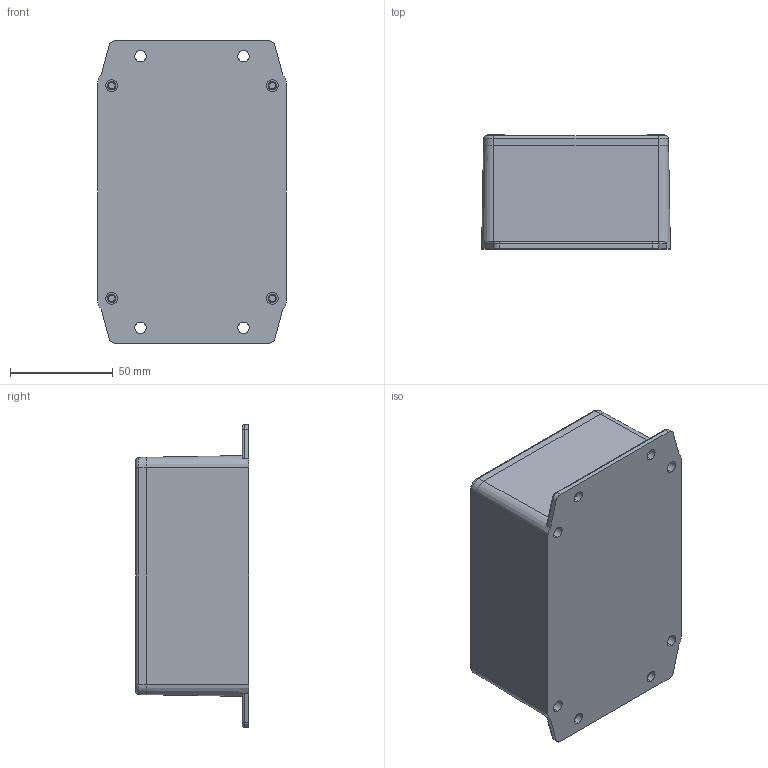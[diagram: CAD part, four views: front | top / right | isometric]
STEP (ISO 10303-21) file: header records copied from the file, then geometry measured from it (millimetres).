
FILE_DESCRIPTION (( 'STEP AP214' ), '1' );
FILE_NAME ('AN-04F-01.step', '2016-12-27T20:56:36', ( '' ), ( '' ), 'SwSTEP 2.0', 'SolidWorks 2016', '' );
FILE_SCHEMA (( 'AUTOMOTIVE_DESIGN' ));
Length unit declared in the file: inch
Products named in the file (6): SCREWS-034-4; AN-04C_AN-04C-01; AN-04F-01; AN-04B_AN-04BF-01; cross recessed countersunk head screw_jis_JIS 1111 Cross recessed countersunk head screw - M4 x 20 - Z --20CSST; GASKET-104-01
Assembly tree (8 placements, depth 3):
  AN-04F-01
    AN-04B_AN-04BF-01
    AN-04C_AN-04C-01
    SCREWS-034-4
      cross recessed countersunk head screw_jis_JIS 1111 Cross recessed countersunk head screw - M4 x 20 - Z --20CSST  x4
    GASKET-104-01
Bounding box: 91.75 x 55.38 x 146.96 mm (x, y, z)
Volume: 162439.5 mm3; surface area: 101944.5 mm2
Topology: 7 solids, 7 shells, 675 faces, 1686 edges, 1034 vertices
Faces by surface type: plane 233, cylinder 216, cone 102, torus 94, bspline 30
Entity records: 18550 total; most frequent: CARTESIAN_POINT 3952, DIRECTION 3106, ORIENTED_EDGE 2896, EDGE_CURVE 1448, AXIS2_PLACEMENT_3D 1205, VERTEX_POINT 899, LINE 696, VECTOR 696
